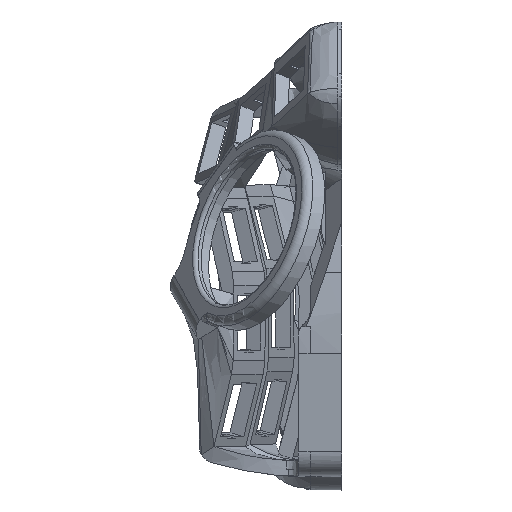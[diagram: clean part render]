
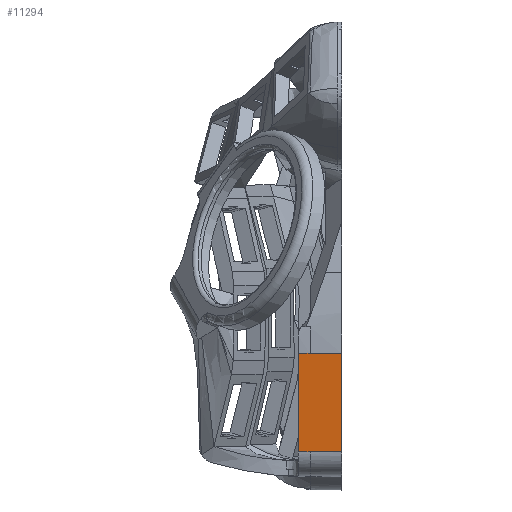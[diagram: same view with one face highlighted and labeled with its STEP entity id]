
A CAD part, left-side view. The second image highlights one B-rep face of the part: STEP entity #11294.
In plain terms, the highlighted planar face has unit normal (-0.993, 0, -0.119).
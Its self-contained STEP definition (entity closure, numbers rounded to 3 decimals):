
#1038=FACE_OUTER_BOUND('',#1646,.T.);
#1646=EDGE_LOOP('',(#8919,#8920,#8921,#8922,#8923,#8924));
#2084=LINE('',#14881,#3313);
#2088=LINE('',#14926,#3317);
#2135=LINE('',#15552,#3364);
#2172=LINE('',#16008,#3401);
#2193=LINE('',#16510,#3422);
#2353=LINE('',#19598,#3582);
#3313=VECTOR('',#12277,10.);
#3317=VECTOR('',#12283,10.);
#3364=VECTOR('',#12364,10.);
#3401=VECTOR('',#12475,10.);
#3422=VECTOR('',#12514,10.);
#3582=VECTOR('',#12826,10.);
#4546=VERTEX_POINT('',#14875);
#4547=VERTEX_POINT('',#14880);
#4554=VERTEX_POINT('',#14912);
#4623=VERTEX_POINT('',#15535);
#4667=VERTEX_POINT('',#15999);
#4668=VERTEX_POINT('',#16007);
#5661=EDGE_CURVE('',#4547,#4546,#2084,.T.);
#5670=EDGE_CURVE('',#4554,#4546,#2088,.T.);
#5761=EDGE_CURVE('',#4623,#4554,#2135,.T.);
#5839=EDGE_CURVE('',#4667,#4668,#2172,.T.);
#5909=EDGE_CURVE('',#4547,#4667,#2193,.T.);
#6223=EDGE_CURVE('',#4623,#4668,#2353,.T.);
#8919=ORIENTED_EDGE('',*,*,#6223,.T.);
#8920=ORIENTED_EDGE('',*,*,#5839,.F.);
#8921=ORIENTED_EDGE('',*,*,#5909,.F.);
#8922=ORIENTED_EDGE('',*,*,#5661,.T.);
#8923=ORIENTED_EDGE('',*,*,#5670,.F.);
#8924=ORIENTED_EDGE('',*,*,#5761,.F.);
#10735=PLANE('',#11820);
#11294=ADVANCED_FACE('',(#1038),#10735,.T.);
#11820=AXIS2_PLACEMENT_3D('',#22722,#13052,#13053);
#12277=DIRECTION('',(0.,1.,0.));
#12283=DIRECTION('',(-0.119,0.,0.993));
#12364=DIRECTION('',(0.,1.,0.));
#12475=DIRECTION('',(0.119,0.,-0.993));
#12514=DIRECTION('',(0.,-1.,0.));
#12826=DIRECTION('',(0.,-1.,0.));
#13052=DIRECTION('center_axis',(-0.993,0.,-0.119));
#13053=DIRECTION('ref_axis',(0.119,0.,-0.993));
#14875=CARTESIAN_POINT('',(-102.789,3.,-35.335));
#14880=CARTESIAN_POINT('',(-102.789,0.,-35.335));
#14881=CARTESIAN_POINT('',(-102.789,0.,-35.335));
#14912=CARTESIAN_POINT('',(-99.789,3.,-60.335));
#14926=CARTESIAN_POINT('',(-99.789,3.,-60.335));
#15535=CARTESIAN_POINT('',(-99.789,0.,-60.335));
#15552=CARTESIAN_POINT('',(-99.789,0.,-60.335));
#15999=CARTESIAN_POINT('',(-102.789,-8.,-35.335));
#16007=CARTESIAN_POINT('',(-99.789,-8.,-60.335));
#16008=CARTESIAN_POINT('',(-99.789,-8.,-60.335));
#16510=CARTESIAN_POINT('',(-102.789,0.,-35.335));
#19598=CARTESIAN_POINT('',(-99.789,0.,-60.335));
#22722=CARTESIAN_POINT('Origin',(-102.789,0.,-35.335));
